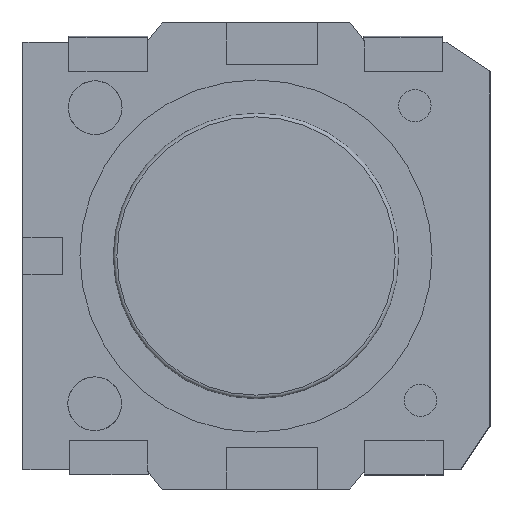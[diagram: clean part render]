
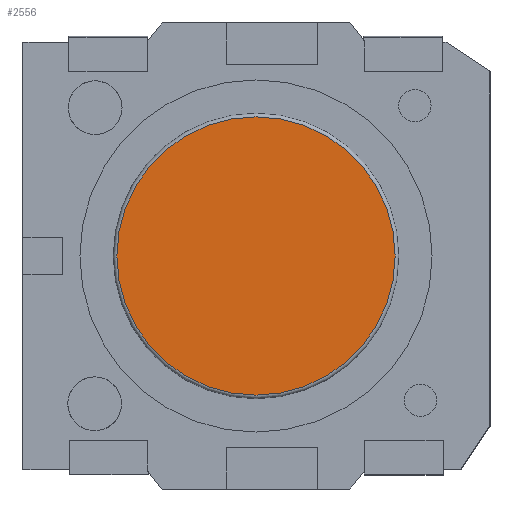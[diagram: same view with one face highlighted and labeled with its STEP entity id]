
A CAD part, front view. The second image highlights one B-rep face of the part: STEP entity #2556.
In plain terms, the highlighted planar face has unit normal (0, -1, 0).
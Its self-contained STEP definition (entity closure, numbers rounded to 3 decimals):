
#67=CIRCLE('',#2732,3.88);
#146=FACE_OUTER_BOUND('',#286,.T.);
#286=EDGE_LOOP('',(#1958));
#1181=VERTEX_POINT('',#3928);
#1472=EDGE_CURVE('',#1181,#1181,#67,.T.);
#1958=ORIENTED_EDGE('',*,*,#1472,.T.);
#2435=PLANE('',#2731);
#2556=ADVANCED_FACE('',(#146),#2435,.T.);
#2731=AXIS2_PLACEMENT_3D('',#3927,#3163,#3164);
#2732=AXIS2_PLACEMENT_3D('',#3929,#3165,#3166);
#3163=DIRECTION('center_axis',(0.,-1.,0.));
#3164=DIRECTION('ref_axis',(-1.,0.,0.));
#3165=DIRECTION('center_axis',(0.,-1.,0.));
#3166=DIRECTION('ref_axis',(-1.,0.,0.));
#3927=CARTESIAN_POINT('Origin',(-0.04,-1.471,0.));
#3928=CARTESIAN_POINT('',(3.84,-1.471,0.));
#3929=CARTESIAN_POINT('Origin',(-0.04,-1.471,0.));
